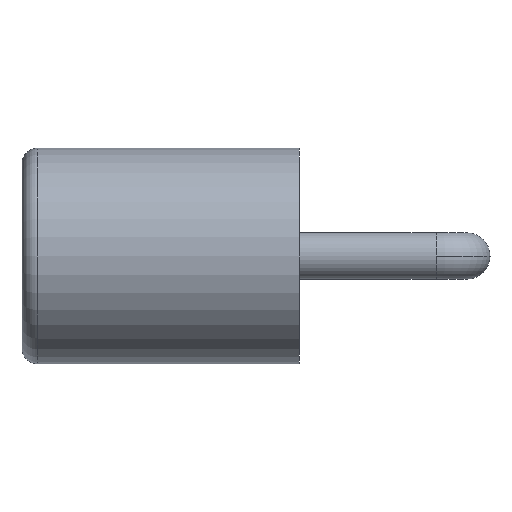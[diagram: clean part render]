
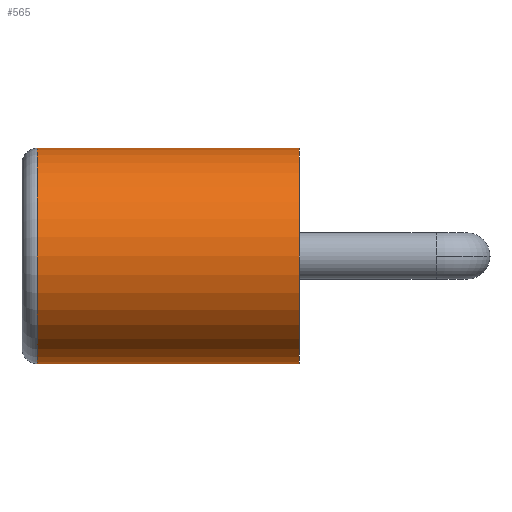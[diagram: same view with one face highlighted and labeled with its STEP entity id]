
A CAD part, front view. The second image highlights one B-rep face of the part: STEP entity #565.
In plain terms, the highlighted cylindrical face has radius 3.5 mm (diameter 7 mm), a partial arc.
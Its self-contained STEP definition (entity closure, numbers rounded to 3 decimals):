
#29 = LINE ( 'NONE', #36, #538 ) ;
#36 = CARTESIAN_POINT ( 'NONE',  ( 0., 0., 3.5 ) ) ;
#38 = CARTESIAN_POINT ( 'NONE',  ( 0., 0., 3.5 ) ) ;
#43 = CIRCLE ( 'NONE', #313, 3.5 ) ;
#74 = DIRECTION ( 'NONE',  ( 0., 0., -1. ) ) ;
#80 = VERTEX_POINT ( 'NONE', #219 ) ;
#88 = AXIS2_PLACEMENT_3D ( 'NONE', #138, #220, #74 ) ;
#122 = DIRECTION ( 'NONE',  ( 1., 0., 0. ) ) ;
#138 = CARTESIAN_POINT ( 'NONE',  ( 0., 0., 0. ) ) ;
#170 = ORIENTED_EDGE ( 'NONE', *, *, #707, .F. ) ;
#174 = CARTESIAN_POINT ( 'NONE',  ( 0., 0., -3.5 ) ) ;
#189 = CIRCLE ( 'NONE', #560, 3.5 ) ;
#193 = VECTOR ( 'NONE', #122, 1000. ) ;
#219 = CARTESIAN_POINT ( 'NONE',  ( -8.5, 0., 3.5 ) ) ;
#220 = DIRECTION ( 'NONE',  ( 1., 0., 0. ) ) ;
#236 = CARTESIAN_POINT ( 'NONE',  ( 0., 0., -3.5 ) ) ;
#277 = ORIENTED_EDGE ( 'NONE', *, *, #391, .F. ) ;
#313 = AXIS2_PLACEMENT_3D ( 'NONE', #490, #481, #721 ) ;
#330 = VERTEX_POINT ( 'NONE', #38 ) ;
#391 = EDGE_CURVE ( 'NONE', #330, #654, #189, .T. ) ;
#396 = DIRECTION ( 'NONE',  ( 1., 0., 0. ) ) ;
#428 = CARTESIAN_POINT ( 'NONE',  ( -8.5, 0., -3.5 ) ) ;
#465 = EDGE_CURVE ( 'NONE', #80, #527, #43, .T. ) ;
#481 = DIRECTION ( 'NONE',  ( 1., 0., 0. ) ) ;
#490 = CARTESIAN_POINT ( 'NONE',  ( -8.5, 0., 0. ) ) ;
#513 = ORIENTED_EDGE ( 'NONE', *, *, #722, .T. ) ;
#527 = VERTEX_POINT ( 'NONE', #428 ) ;
#538 = VECTOR ( 'NONE', #661, 1000. ) ;
#560 = AXIS2_PLACEMENT_3D ( 'NONE', #688, #396, #632 ) ;
#565 = ADVANCED_FACE ( 'NONE', ( #792 ), #727, .T. ) ;
#567 = EDGE_LOOP ( 'NONE', ( #170, #622, #513, #277 ) ) ;
#622 = ORIENTED_EDGE ( 'NONE', *, *, #465, .T. ) ;
#632 = DIRECTION ( 'NONE',  ( 0., 0., -1. ) ) ;
#654 = VERTEX_POINT ( 'NONE', #236 ) ;
#661 = DIRECTION ( 'NONE',  ( 1., 0., 0. ) ) ;
#688 = CARTESIAN_POINT ( 'NONE',  ( 0., 0., 0. ) ) ;
#707 = EDGE_CURVE ( 'NONE', #80, #330, #29, .T. ) ;
#720 = LINE ( 'NONE', #174, #193 ) ;
#721 = DIRECTION ( 'NONE',  ( 0., 0., -1. ) ) ;
#722 = EDGE_CURVE ( 'NONE', #527, #654, #720, .T. ) ;
#727 = CYLINDRICAL_SURFACE ( 'NONE', #88, 3.5 ) ;
#792 = FACE_OUTER_BOUND ( 'NONE', #567, .T. ) ;
